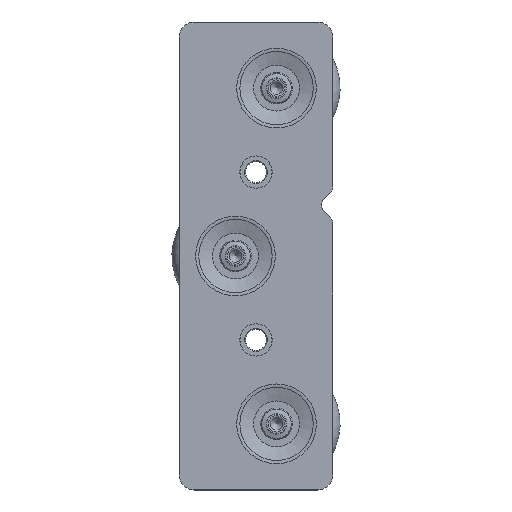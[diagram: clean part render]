
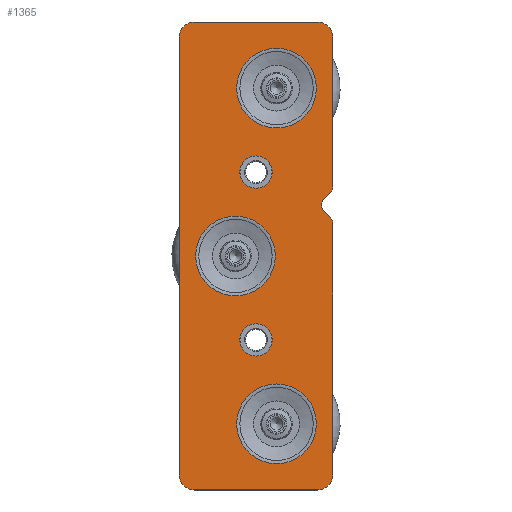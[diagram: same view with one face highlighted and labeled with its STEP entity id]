
A CAD part, top view. The second image highlights one B-rep face of the part: STEP entity #1365.
In plain terms, the highlighted planar face has unit normal (0, 0, 1).
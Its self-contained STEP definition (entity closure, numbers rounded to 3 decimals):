
#171=FACE_BOUND('',#421,.T.);
#172=FACE_BOUND('',#422,.T.);
#173=FACE_BOUND('',#423,.T.);
#174=FACE_BOUND('',#424,.T.);
#175=FACE_BOUND('',#425,.T.);
#268=PLANE('',#1496);
#306=FACE_OUTER_BOUND('',#420,.T.);
#420=EDGE_LOOP('',(#1085,#1086,#1087,#1088,#1089,#1090,#1091,#1092,#1093,
#1094,#1095,#1096,#1097,#1098));
#421=EDGE_LOOP('',(#1099));
#422=EDGE_LOOP('',(#1100));
#423=EDGE_LOOP('',(#1101));
#424=EDGE_LOOP('',(#1102));
#425=EDGE_LOOP('',(#1103));
#622=LINE('',#2263,#650);
#631=LINE('',#2306,#659);
#633=LINE('',#2312,#661);
#634=LINE('',#2316,#662);
#635=LINE('',#2320,#663);
#636=LINE('',#2324,#664);
#637=LINE('',#2326,#665);
#650=VECTOR('',#1738,86.);
#659=VECTOR('',#1777,29.343);
#661=VECTOR('',#1783,24.2);
#662=VECTOR('',#1786,49.343);
#663=VECTOR('',#1789,1.672);
#664=VECTOR('',#1792,1.672);
#665=VECTOR('',#1795,24.2);
#674=CIRCLE('',#1478,3.);
#687=CIRCLE('',#1494,3.);
#688=CIRCLE('',#1497,3.);
#689=CIRCLE('',#1498,3.);
#690=CIRCLE('',#1499,2.);
#691=CIRCLE('',#1500,1.5);
#692=CIRCLE('',#1501,2.);
#693=CIRCLE('',#1502,3.175);
#694=CIRCLE('',#1503,3.175);
#695=CIRCLE('',#1504,7.839);
#696=CIRCLE('',#1505,7.839);
#697=CIRCLE('',#1506,7.839);
#784=VERTEX_POINT('',#2250);
#785=VERTEX_POINT('',#2251);
#789=VERTEX_POINT('',#2261);
#806=VERTEX_POINT('',#2299);
#807=VERTEX_POINT('',#2300);
#808=VERTEX_POINT('',#2305);
#809=VERTEX_POINT('',#2309);
#810=VERTEX_POINT('',#2311);
#811=VERTEX_POINT('',#2313);
#812=VERTEX_POINT('',#2315);
#813=VERTEX_POINT('',#2317);
#814=VERTEX_POINT('',#2319);
#815=VERTEX_POINT('',#2321);
#816=VERTEX_POINT('',#2323);
#817=VERTEX_POINT('',#2327);
#818=VERTEX_POINT('',#2329);
#819=VERTEX_POINT('',#2331);
#820=VERTEX_POINT('',#2333);
#821=VERTEX_POINT('',#2335);
#910=EDGE_CURVE('',#784,#785,#674,.T.);
#916=EDGE_CURVE('',#789,#784,#622,.T.);
#934=EDGE_CURVE('',#806,#807,#687,.T.);
#937=EDGE_CURVE('',#807,#808,#631,.T.);
#939=EDGE_CURVE('',#809,#789,#688,.T.);
#940=EDGE_CURVE('',#810,#809,#633,.T.);
#941=EDGE_CURVE('',#811,#810,#689,.T.);
#942=EDGE_CURVE('',#812,#811,#634,.T.);
#943=EDGE_CURVE('',#812,#813,#690,.T.);
#944=EDGE_CURVE('',#813,#814,#635,.T.);
#945=EDGE_CURVE('',#814,#815,#691,.T.);
#946=EDGE_CURVE('',#815,#816,#636,.T.);
#947=EDGE_CURVE('',#816,#808,#692,.T.);
#948=EDGE_CURVE('',#785,#806,#637,.T.);
#949=EDGE_CURVE('',#817,#817,#693,.T.);
#950=EDGE_CURVE('',#818,#818,#694,.T.);
#951=EDGE_CURVE('',#819,#819,#695,.T.);
#952=EDGE_CURVE('',#820,#820,#696,.T.);
#953=EDGE_CURVE('',#821,#821,#697,.T.);
#1085=ORIENTED_EDGE('',*,*,#910,.F.);
#1086=ORIENTED_EDGE('',*,*,#916,.F.);
#1087=ORIENTED_EDGE('',*,*,#939,.F.);
#1088=ORIENTED_EDGE('',*,*,#940,.F.);
#1089=ORIENTED_EDGE('',*,*,#941,.F.);
#1090=ORIENTED_EDGE('',*,*,#942,.F.);
#1091=ORIENTED_EDGE('',*,*,#943,.T.);
#1092=ORIENTED_EDGE('',*,*,#944,.T.);
#1093=ORIENTED_EDGE('',*,*,#945,.T.);
#1094=ORIENTED_EDGE('',*,*,#946,.T.);
#1095=ORIENTED_EDGE('',*,*,#947,.T.);
#1096=ORIENTED_EDGE('',*,*,#937,.F.);
#1097=ORIENTED_EDGE('',*,*,#934,.F.);
#1098=ORIENTED_EDGE('',*,*,#948,.F.);
#1099=ORIENTED_EDGE('',*,*,#949,.T.);
#1100=ORIENTED_EDGE('',*,*,#950,.T.);
#1101=ORIENTED_EDGE('',*,*,#951,.F.);
#1102=ORIENTED_EDGE('',*,*,#952,.F.);
#1103=ORIENTED_EDGE('',*,*,#953,.F.);
#1365=ADVANCED_FACE('',(#306,#171,#172,#173,#174,#175),#268,.T.);
#1478=AXIS2_PLACEMENT_3D('',#2252,#1728,#1729);
#1494=AXIS2_PLACEMENT_3D('',#2301,#1771,#1772);
#1496=AXIS2_PLACEMENT_3D('',#2308,#1779,#1780);
#1497=AXIS2_PLACEMENT_3D('',#2310,#1781,#1782);
#1498=AXIS2_PLACEMENT_3D('',#2314,#1784,#1785);
#1499=AXIS2_PLACEMENT_3D('',#2318,#1787,#1788);
#1500=AXIS2_PLACEMENT_3D('',#2322,#1790,#1791);
#1501=AXIS2_PLACEMENT_3D('',#2325,#1793,#1794);
#1502=AXIS2_PLACEMENT_3D('',#2328,#1796,#1797);
#1503=AXIS2_PLACEMENT_3D('',#2330,#1798,#1799);
#1504=AXIS2_PLACEMENT_3D('',#2332,#1800,#1801);
#1505=AXIS2_PLACEMENT_3D('',#2334,#1802,#1803);
#1506=AXIS2_PLACEMENT_3D('',#2336,#1804,#1805);
#1728=DIRECTION('center_axis',(0.,0.,-1.));
#1729=DIRECTION('ref_axis',(-0.707,0.707,0.));
#1738=DIRECTION('',(0.,1.,0.));
#1771=DIRECTION('center_axis',(0.,0.,-1.));
#1772=DIRECTION('ref_axis',(0.707,0.707,0.));
#1777=DIRECTION('',(0.,-1.,0.));
#1779=DIRECTION('center_axis',(0.,0.,1.));
#1780=DIRECTION('ref_axis',(1.,0.,0.));
#1781=DIRECTION('center_axis',(0.,0.,-1.));
#1782=DIRECTION('ref_axis',(-0.707,-0.707,0.));
#1783=DIRECTION('',(-1.,0.,0.));
#1784=DIRECTION('center_axis',(0.,0.,-1.));
#1785=DIRECTION('ref_axis',(0.707,-0.707,0.));
#1786=DIRECTION('',(0.,-1.,0.));
#1787=DIRECTION('center_axis',(0.,0.,1.));
#1788=DIRECTION('ref_axis',(1.,0.,0.));
#1789=DIRECTION('',(-0.707,0.707,0.));
#1790=DIRECTION('center_axis',(0.,0.,-1.));
#1791=DIRECTION('ref_axis',(0.707,-0.707,0.));
#1792=DIRECTION('',(0.707,0.707,0.));
#1793=DIRECTION('center_axis',(0.,0.,1.));
#1794=DIRECTION('ref_axis',(0.707,-0.707,0.));
#1795=DIRECTION('',(1.,0.,0.));
#1796=DIRECTION('center_axis',(0.,0.,-1.));
#1797=DIRECTION('ref_axis',(1.,0.,0.));
#1798=DIRECTION('center_axis',(0.,0.,-1.));
#1799=DIRECTION('ref_axis',(1.,0.,0.));
#1800=DIRECTION('center_axis',(0.,0.,1.));
#1801=DIRECTION('ref_axis',(0.,-1.,0.));
#1802=DIRECTION('center_axis',(0.,0.,1.));
#1803=DIRECTION('ref_axis',(0.,-1.,0.));
#1804=DIRECTION('center_axis',(0.,0.,1.));
#1805=DIRECTION('ref_axis',(0.,-1.,0.));
#2250=CARTESIAN_POINT('',(-15.1,43.,2.5));
#2251=CARTESIAN_POINT('',(-12.1,46.,2.5));
#2252=CARTESIAN_POINT('Origin',(-12.1,43.,2.5));
#2261=CARTESIAN_POINT('',(-15.1,-43.,2.5));
#2263=CARTESIAN_POINT('',(-15.1,46.,2.5));
#2299=CARTESIAN_POINT('',(12.1,46.,2.5));
#2300=CARTESIAN_POINT('',(15.1,43.,2.5));
#2301=CARTESIAN_POINT('Origin',(12.1,43.,2.5));
#2305=CARTESIAN_POINT('',(15.1,13.657,2.5));
#2306=CARTESIAN_POINT('',(15.1,-46.,2.5));
#2308=CARTESIAN_POINT('Origin',(0.,0.,2.5));
#2309=CARTESIAN_POINT('',(-12.1,-46.,2.5));
#2310=CARTESIAN_POINT('Origin',(-12.1,-43.,2.5));
#2311=CARTESIAN_POINT('',(12.1,-46.,2.5));
#2312=CARTESIAN_POINT('',(-15.1,-46.,2.5));
#2313=CARTESIAN_POINT('',(15.1,-43.,2.5));
#2314=CARTESIAN_POINT('Origin',(12.1,-43.,2.5));
#2315=CARTESIAN_POINT('',(15.1,6.343,2.5));
#2316=CARTESIAN_POINT('',(15.1,-46.,2.5));
#2317=CARTESIAN_POINT('',(14.514,7.757,2.5));
#2318=CARTESIAN_POINT('Origin',(13.1,6.343,2.5));
#2319=CARTESIAN_POINT('',(13.332,8.939,2.5));
#2320=CARTESIAN_POINT('',(12.234,10.038,2.5));
#2321=CARTESIAN_POINT('',(13.332,11.061,2.5));
#2322=CARTESIAN_POINT('Origin',(14.393,10.,2.5));
#2323=CARTESIAN_POINT('',(14.514,12.243,2.5));
#2324=CARTESIAN_POINT('',(7.825,5.553,2.5));
#2325=CARTESIAN_POINT('Origin',(13.1,13.657,2.5));
#2326=CARTESIAN_POINT('',(15.1,46.,2.5));
#2327=CARTESIAN_POINT('',(3.175,-16.5,2.5));
#2328=CARTESIAN_POINT('Origin',(0.,-16.5,2.5));
#2329=CARTESIAN_POINT('',(3.175,16.5,2.5));
#2330=CARTESIAN_POINT('Origin',(0.,16.5,2.5));
#2331=CARTESIAN_POINT('',(4.035,40.839,2.5));
#2332=CARTESIAN_POINT('Origin',(4.035,33.,2.5));
#2333=CARTESIAN_POINT('',(4.035,-25.161,2.5));
#2334=CARTESIAN_POINT('Origin',(4.035,-33.,2.5));
#2335=CARTESIAN_POINT('',(-4.035,7.839,2.5));
#2336=CARTESIAN_POINT('Origin',(-4.035,0.,2.5));
